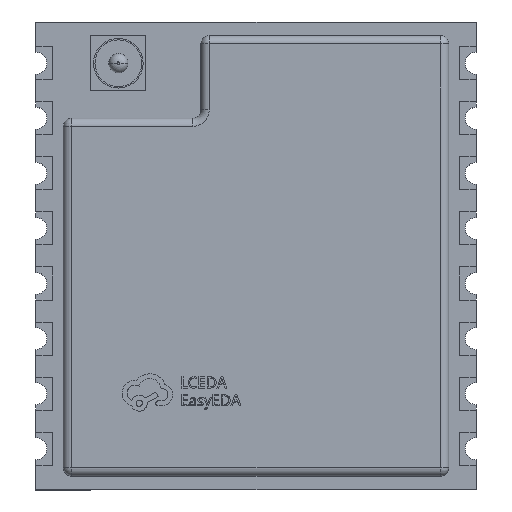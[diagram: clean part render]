
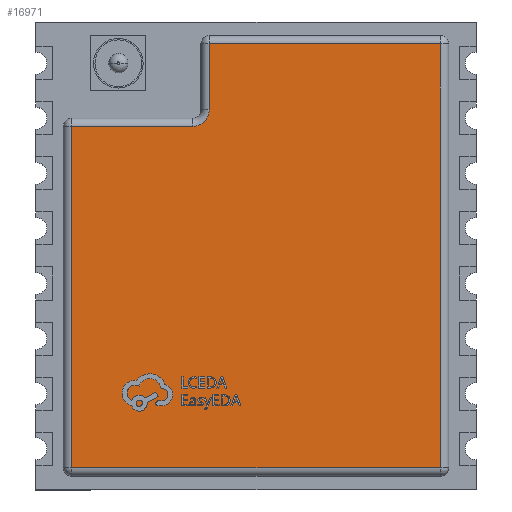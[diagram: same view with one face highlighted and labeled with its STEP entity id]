
A CAD part, top view. The second image highlights one B-rep face of the part: STEP entity #16971.
In plain terms, the highlighted planar face has unit normal (0, 0, 1).
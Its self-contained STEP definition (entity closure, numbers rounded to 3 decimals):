
#1011 = AXIS2_PLACEMENT_3D ( 'NONE', #10409, #15920, #3360 ) ;
#1052 = CIRCLE ( 'NONE', #11288, 0.6 ) ;
#1387 = ORIENTED_EDGE ( 'NONE', *, *, #15189, .T. ) ;
#1881 = CARTESIAN_POINT ( 'NONE',  ( -6.7, 4.7, 3.2 ) ) ;
#1944 = CARTESIAN_POINT ( 'NONE',  ( 6.7, -7.7, 3.2 ) ) ;
#2263 = VERTEX_POINT ( 'NONE', #5402 ) ;
#2373 = VERTEX_POINT ( 'NONE', #16569 ) ;
#2542 = DIRECTION ( 'NONE',  ( 0., -1., 0. ) ) ;
#2543 = ORIENTED_EDGE ( 'NONE', *, *, #14547, .T. ) ;
#2546 = LINE ( 'NONE', #5382, #12930 ) ;
#3123 = CARTESIAN_POINT ( 'NONE',  ( -6.7, -8., 3.2 ) ) ;
#3360 = DIRECTION ( 'NONE',  ( 1., 0., 0. ) ) ;
#3461 = EDGE_CURVE ( 'NONE', #15294, #5275, #14169, .T. ) ;
#3578 = DIRECTION ( 'NONE',  ( 1., 0., 0. ) ) ;
#3887 = EDGE_CURVE ( 'NONE', #5275, #13537, #7552, .T. ) ;
#4381 = CARTESIAN_POINT ( 'NONE',  ( -2.3, 5.3, 3.2 ) ) ;
#4739 = PLANE ( 'NONE',  #1011 ) ;
#5275 = VERTEX_POINT ( 'NONE', #1881 ) ;
#5382 = CARTESIAN_POINT ( 'NONE',  ( -2., 7.7, 3.2 ) ) ;
#5402 = CARTESIAN_POINT ( 'NONE',  ( -1.7, 7.7, 3.2 ) ) ;
#5493 = VECTOR ( 'NONE', #6116, 1000. ) ;
#5629 = CARTESIAN_POINT ( 'NONE',  ( 6.7, 7.7, 3.2 ) ) ;
#6078 = VECTOR ( 'NONE', #3578, 1000. ) ;
#6116 = DIRECTION ( 'NONE',  ( 0., -1., 0. ) ) ;
#7219 = VECTOR ( 'NONE', #2542, 1000. ) ;
#7552 = LINE ( 'NONE', #3123, #5493 ) ;
#8177 = VECTOR ( 'NONE', #15935, 1000. ) ;
#8380 = DIRECTION ( 'NONE',  ( 1., 0., 0. ) ) ;
#8492 = VERTEX_POINT ( 'NONE', #5629 ) ;
#8624 = CARTESIAN_POINT ( 'NONE',  ( -7., 4.7, 3.2 ) ) ;
#9312 = LINE ( 'NONE', #13202, #8177 ) ;
#9482 = ORIENTED_EDGE ( 'NONE', *, *, #17807, .F. ) ;
#9596 = CARTESIAN_POINT ( 'NONE',  ( -1.7, 5., 3.2 ) ) ;
#9599 = DIRECTION ( 'NONE',  ( -1., 0., 0. ) ) ;
#9712 = VERTEX_POINT ( 'NONE', #1944 ) ;
#10409 = CARTESIAN_POINT ( 'NONE',  ( 0., 0., 3.2 ) ) ;
#10494 = FACE_OUTER_BOUND ( 'NONE', #13771, .T. ) ;
#10810 = CARTESIAN_POINT ( 'NONE',  ( -2.3, 4.7, 3.2 ) ) ;
#11070 = DIRECTION ( 'NONE',  ( 0., 0., 1. ) ) ;
#11288 = AXIS2_PLACEMENT_3D ( 'NONE', #4381, #11070, #8380 ) ;
#11919 = LINE ( 'NONE', #17429, #6078 ) ;
#12302 = ORIENTED_EDGE ( 'NONE', *, *, #3887, .T. ) ;
#12305 = EDGE_CURVE ( 'NONE', #9712, #8492, #9312, .T. ) ;
#12417 = EDGE_CURVE ( 'NONE', #8492, #2263, #2546, .T. ) ;
#12930 = VECTOR ( 'NONE', #9599, 1000. ) ;
#13202 = CARTESIAN_POINT ( 'NONE',  ( 6.7, 8., 3.2 ) ) ;
#13537 = VERTEX_POINT ( 'NONE', #17555 ) ;
#13771 = EDGE_LOOP ( 'NONE', ( #9482, #15499, #12302, #1387, #14335, #13970, #2543 ) ) ;
#13970 = ORIENTED_EDGE ( 'NONE', *, *, #12417, .T. ) ;
#14015 = LINE ( 'NONE', #9596, #7219 ) ;
#14169 = LINE ( 'NONE', #8624, #14575 ) ;
#14335 = ORIENTED_EDGE ( 'NONE', *, *, #12305, .T. ) ;
#14442 = DIRECTION ( 'NONE',  ( -1., 0., 0. ) ) ;
#14547 = EDGE_CURVE ( 'NONE', #2263, #2373, #14015, .T. ) ;
#14575 = VECTOR ( 'NONE', #14442, 1000. ) ;
#15189 = EDGE_CURVE ( 'NONE', #13537, #9712, #11919, .T. ) ;
#15294 = VERTEX_POINT ( 'NONE', #10810 ) ;
#15499 = ORIENTED_EDGE ( 'NONE', *, *, #3461, .T. ) ;
#15920 = DIRECTION ( 'NONE',  ( 0., 0., 1. ) ) ;
#15935 = DIRECTION ( 'NONE',  ( 0., 1., 0. ) ) ;
#16569 = CARTESIAN_POINT ( 'NONE',  ( -1.7, 5.3, 3.2 ) ) ;
#16971 = ADVANCED_FACE ( 'NONE', ( #10494 ), #4739, .T. ) ;
#17429 = CARTESIAN_POINT ( 'NONE',  ( 7., -7.7, 3.2 ) ) ;
#17555 = CARTESIAN_POINT ( 'NONE',  ( -6.7, -7.7, 3.2 ) ) ;
#17807 = EDGE_CURVE ( 'NONE', #15294, #2373, #1052, .T. ) ;
